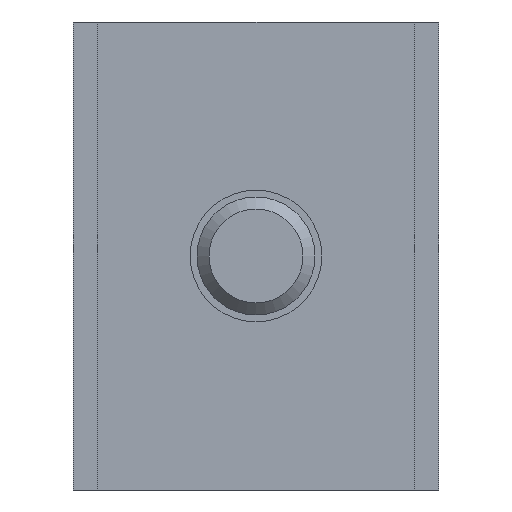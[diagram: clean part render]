
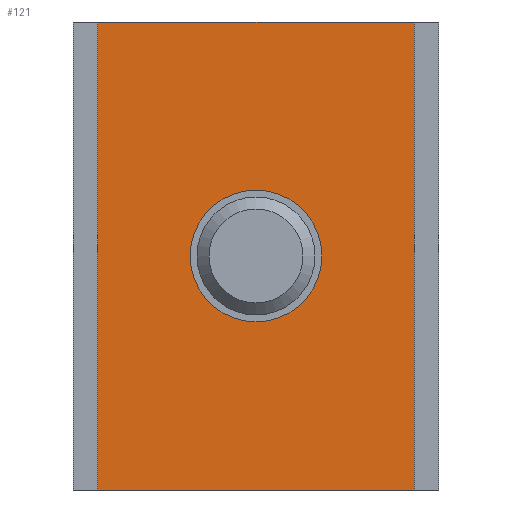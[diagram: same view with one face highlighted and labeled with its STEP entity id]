
A CAD part, front view. The second image highlights one B-rep face of the part: STEP entity #121.
In plain terms, the highlighted planar face has unit normal (0, -1, 0).
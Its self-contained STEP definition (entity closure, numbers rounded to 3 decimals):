
#121 = ADVANCED_FACE( '', ( #269, #270 ), #271, .F. );
#269 = FACE_BOUND( '', #439, .T. );
#270 = FACE_OUTER_BOUND( '', #440, .T. );
#271 = PLANE( '', #441 );
#439 = EDGE_LOOP( '', ( #699 ) );
#440 = EDGE_LOOP( '', ( #700, #701, #702, #703 ) );
#441 = AXIS2_PLACEMENT_3D( '', #704, #705, #706 );
#699 = ORIENTED_EDGE( '', *, *, #1033, .T. );
#700 = ORIENTED_EDGE( '', *, *, #1045, .T. );
#701 = ORIENTED_EDGE( '', *, *, #1046, .F. );
#702 = ORIENTED_EDGE( '', *, *, #1047, .F. );
#703 = ORIENTED_EDGE( '', *, *, #1048, .T. );
#704 = CARTESIAN_POINT( '', ( -8.05, 0., 11.9 ) );
#705 = DIRECTION( '', ( 0., 1., 0. ) );
#706 = DIRECTION( '', ( 0., 0., 1. ) );
#1033 = EDGE_CURVE( '', #1254, #1254, #1255, .T. );
#1045 = EDGE_CURVE( '', #1273, #1274, #1275, .T. );
#1046 = EDGE_CURVE( '', #1276, #1274, #1277, .T. );
#1047 = EDGE_CURVE( '', #1278, #1276, #1279, .T. );
#1048 = EDGE_CURVE( '', #1278, #1273, #1280, .T. );
#1254 = VERTEX_POINT( '', #1542 );
#1255 = CIRCLE( '', #1543, 3.35 );
#1273 = VERTEX_POINT( '', #1568 );
#1274 = VERTEX_POINT( '', #1569 );
#1275 = LINE( '', #1570, #1571 );
#1276 = VERTEX_POINT( '', #1572 );
#1277 = LINE( '', #1573, #1574 );
#1278 = VERTEX_POINT( '', #1575 );
#1279 = LINE( '', #1576, #1577 );
#1280 = LINE( '', #1578, #1579 );
#1542 = CARTESIAN_POINT( '', ( 3.35, 0., 0. ) );
#1543 = AXIS2_PLACEMENT_3D( '', #1807, #1808, #1809 );
#1568 = CARTESIAN_POINT( '', ( -8.05, 0., -11.9 ) );
#1569 = CARTESIAN_POINT( '', ( 8.05, 0., -11.9 ) );
#1570 = CARTESIAN_POINT( '', ( -8.05, 0., -11.9 ) );
#1571 = VECTOR( '', #1817, 1000. );
#1572 = CARTESIAN_POINT( '', ( 8.05, 0., 11.9 ) );
#1573 = CARTESIAN_POINT( '', ( 8.05, 0., 11.9 ) );
#1574 = VECTOR( '', #1818, 1000. );
#1575 = CARTESIAN_POINT( '', ( -8.05, 0., 11.9 ) );
#1576 = CARTESIAN_POINT( '', ( -8.05, 0., 11.9 ) );
#1577 = VECTOR( '', #1819, 1000. );
#1578 = CARTESIAN_POINT( '', ( -8.05, 0., 11.9 ) );
#1579 = VECTOR( '', #1820, 1000. );
#1807 = CARTESIAN_POINT( '', ( 0., 0., 0. ) );
#1808 = DIRECTION( '', ( 0., 1., 0. ) );
#1809 = DIRECTION( '', ( 1., 0., 0. ) );
#1817 = DIRECTION( '', ( 1., 0., 0. ) );
#1818 = DIRECTION( '', ( 0., 0., -1. ) );
#1819 = DIRECTION( '', ( 1., 0., 0. ) );
#1820 = DIRECTION( '', ( 0., 0., -1. ) );
